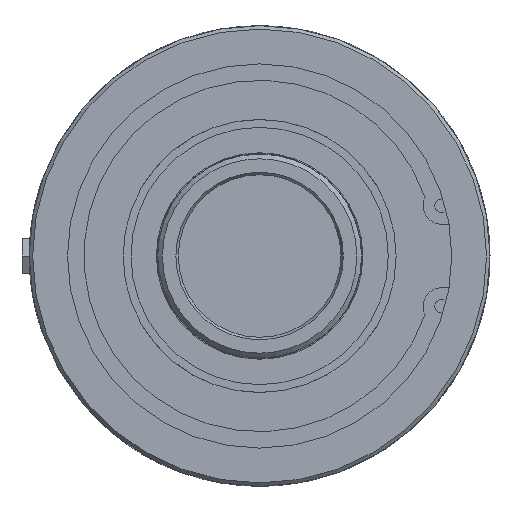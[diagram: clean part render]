
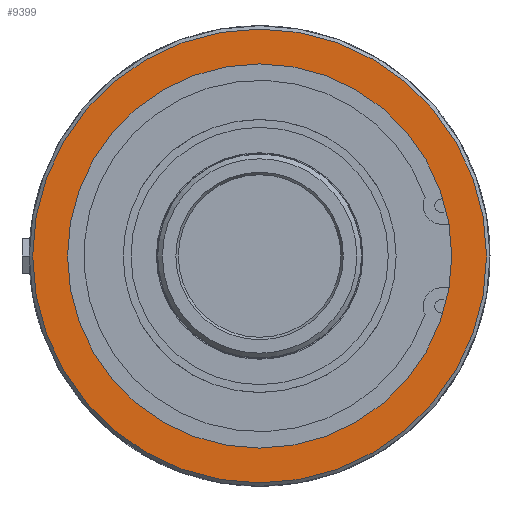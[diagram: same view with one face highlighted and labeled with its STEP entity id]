
A CAD part, left-side view. The second image highlights one B-rep face of the part: STEP entity #9399.
In plain terms, the highlighted planar face has unit normal (-1, 0, 0).
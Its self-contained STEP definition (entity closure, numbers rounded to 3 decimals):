
#323=FACE_BOUND('',#1830,.T.);
#765=PLANE('',#10145);
#1249=FACE_OUTER_BOUND('',#1829,.T.);
#1829=EDGE_LOOP('',(#8532));
#1830=EDGE_LOOP('',(#8533,#8534));
#3683=CIRCLE('',#10143,53.2);
#3684=CIRCLE('',#10146,45.035);
#3685=CIRCLE('',#10147,45.035);
#4575=VERTEX_POINT('',#67239);
#4576=VERTEX_POINT('',#67244);
#4577=VERTEX_POINT('',#67245);
#5914=EDGE_CURVE('',#4575,#4575,#3683,.T.);
#5915=EDGE_CURVE('',#4576,#4577,#3684,.T.);
#5916=EDGE_CURVE('',#4577,#4576,#3685,.T.);
#8532=ORIENTED_EDGE('',*,*,#5914,.F.);
#8533=ORIENTED_EDGE('',*,*,#5915,.T.);
#8534=ORIENTED_EDGE('',*,*,#5916,.T.);
#9399=ADVANCED_FACE('',(#1249,#323),#765,.F.);
#10143=AXIS2_PLACEMENT_3D('',#67241,#12020,#12021);
#10145=AXIS2_PLACEMENT_3D('',#67243,#12024,#12025);
#10146=AXIS2_PLACEMENT_3D('',#67246,#12026,#12027);
#10147=AXIS2_PLACEMENT_3D('',#67247,#12028,#12029);
#12020=DIRECTION('center_axis',(1.,0.,0.));
#12021=DIRECTION('ref_axis',(0.,-1.,0.));
#12024=DIRECTION('center_axis',(1.,0.,0.));
#12025=DIRECTION('ref_axis',(0.,0.,-1.));
#12026=DIRECTION('center_axis',(1.,0.,0.));
#12027=DIRECTION('ref_axis',(0.,1.,0.));
#12028=DIRECTION('center_axis',(1.,0.,0.));
#12029=DIRECTION('ref_axis',(0.,1.,0.));
#67239=CARTESIAN_POINT('',(2.,53.2,0.));
#67241=CARTESIAN_POINT('Origin',(2.,0.,0.));
#67243=CARTESIAN_POINT('Origin',(2.,27.,0.));
#67244=CARTESIAN_POINT('',(2.,45.035,0.));
#67245=CARTESIAN_POINT('',(2.,-45.035,0.));
#67246=CARTESIAN_POINT('Origin',(2.,0.,0.));
#67247=CARTESIAN_POINT('Origin',(2.,0.,0.));
